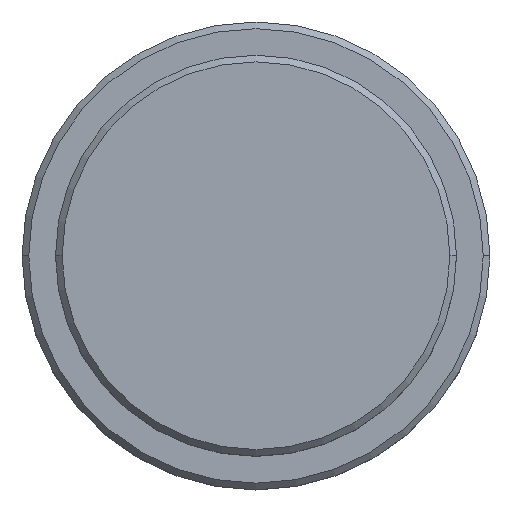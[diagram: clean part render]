
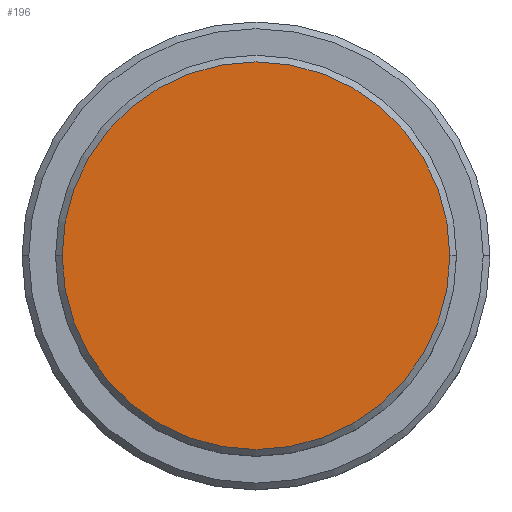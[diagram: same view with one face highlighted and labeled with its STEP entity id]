
A CAD part, top view. The second image highlights one B-rep face of the part: STEP entity #196.
In plain terms, the highlighted planar face has unit normal (0, 0, 1).
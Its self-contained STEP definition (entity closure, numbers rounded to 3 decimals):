
#68 = DIRECTION ( 'NONE',  ( 1., 0., 0. ) ) ;
#87 = CARTESIAN_POINT ( 'NONE',  ( 14.5, 0., 0. ) ) ;
#102 = CARTESIAN_POINT ( 'NONE',  ( 0., 0., 0. ) ) ;
#127 = EDGE_CURVE ( 'NONE', #519, #1179, #858, .T. ) ;
#144 = EDGE_CURVE ( 'NONE', #1179, #519, #899, .T. ) ;
#196 = ADVANCED_FACE ( 'NONE', ( #400 ), #622, .T. ) ;
#199 = ORIENTED_EDGE ( 'NONE', *, *, #127, .T. ) ;
#274 = AXIS2_PLACEMENT_3D ( 'NONE', #1273, #634, #68 ) ;
#297 = DIRECTION ( 'NONE',  ( 1., 0., 0. ) ) ;
#400 = FACE_OUTER_BOUND ( 'NONE', #788, .T. ) ;
#519 = VERTEX_POINT ( 'NONE', #87 ) ;
#622 = PLANE ( 'NONE',  #1288 ) ;
#634 = DIRECTION ( 'NONE',  ( 0., 0., 1. ) ) ;
#684 = ORIENTED_EDGE ( 'NONE', *, *, #144, .T. ) ;
#740 = CARTESIAN_POINT ( 'NONE',  ( 0., 0., 0. ) ) ;
#788 = EDGE_LOOP ( 'NONE', ( #684, #199 ) ) ;
#830 = DIRECTION ( 'NONE',  ( 0., 0., 1. ) ) ;
#847 = DIRECTION ( 'NONE',  ( 0., 0., 1. ) ) ;
#858 = CIRCLE ( 'NONE', #968, 14.5 ) ;
#899 = CIRCLE ( 'NONE', #274, 14.5 ) ;
#968 = AXIS2_PLACEMENT_3D ( 'NONE', #740, #847, #1264 ) ;
#1179 = VERTEX_POINT ( 'NONE', #1375 ) ;
#1264 = DIRECTION ( 'NONE',  ( 1., 0., 0. ) ) ;
#1273 = CARTESIAN_POINT ( 'NONE',  ( 0., 0., 0. ) ) ;
#1288 = AXIS2_PLACEMENT_3D ( 'NONE', #102, #830, #297 ) ;
#1375 = CARTESIAN_POINT ( 'NONE',  ( -14.5, 0., 0. ) ) ;
